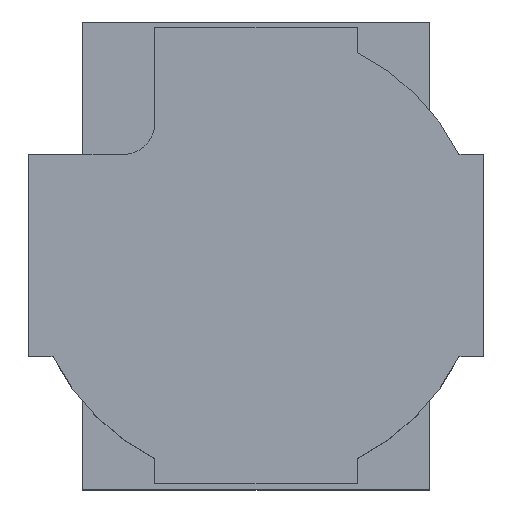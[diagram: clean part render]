
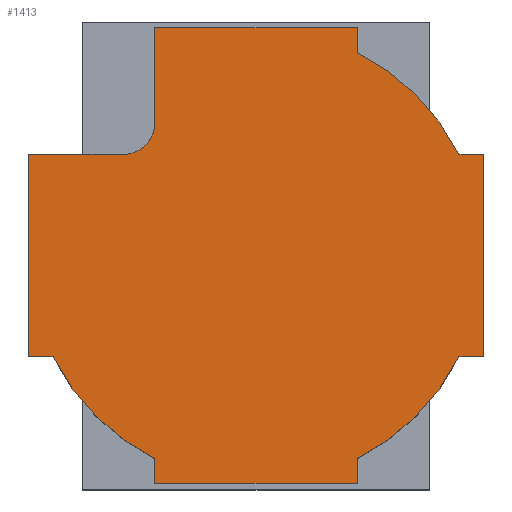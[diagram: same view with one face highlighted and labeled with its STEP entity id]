
A CAD part, top view. The second image highlights one B-rep face of the part: STEP entity #1413.
In plain terms, the highlighted planar face has unit normal (0, 0, 1).
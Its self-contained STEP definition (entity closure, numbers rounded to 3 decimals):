
#61=CIRCLE('',#1525,1.);
#63=CIRCLE('',#1532,7.175);
#65=CIRCLE('',#1538,7.175);
#67=CIRCLE('',#1546,7.175);
#129=FACE_OUTER_BOUND('',#207,.T.);
#207=EDGE_LOOP('',(#1196,#1197,#1198,#1199,#1200,#1201,#1202,#1203,#1204,
#1205,#1206,#1207,#1208,#1209,#1210,#1211));
#326=LINE('',#2190,#502);
#329=LINE('',#2197,#505);
#333=LINE('',#2205,#509);
#336=LINE('',#2211,#512);
#340=LINE('',#2223,#516);
#343=LINE('',#2229,#519);
#346=LINE('',#2235,#522);
#350=LINE('',#2247,#526);
#353=LINE('',#2252,#529);
#357=LINE('',#2259,#533);
#358=LINE('',#2262,#534);
#361=LINE('',#2268,#537);
#502=VECTOR('',#1793,10.);
#505=VECTOR('',#1798,10.);
#509=VECTOR('',#1804,10.);
#512=VECTOR('',#1809,10.);
#516=VECTOR('',#1821,10.);
#519=VECTOR('',#1826,10.);
#522=VECTOR('',#1831,10.);
#526=VECTOR('',#1843,10.);
#529=VECTOR('',#1848,10.);
#533=VECTOR('',#1854,10.);
#534=VECTOR('',#1857,10.);
#537=VECTOR('',#1862,10.);
#646=VERTEX_POINT('',#2180);
#647=VERTEX_POINT('',#2181);
#650=VERTEX_POINT('',#2189);
#652=VERTEX_POINT('',#2195);
#653=VERTEX_POINT('',#2196);
#656=VERTEX_POINT('',#2204);
#658=VERTEX_POINT('',#2210);
#660=VERTEX_POINT('',#2216);
#662=VERTEX_POINT('',#2222);
#664=VERTEX_POINT('',#2228);
#666=VERTEX_POINT('',#2234);
#668=VERTEX_POINT('',#2240);
#670=VERTEX_POINT('',#2246);
#673=VERTEX_POINT('',#2257);
#674=VERTEX_POINT('',#2261);
#676=VERTEX_POINT('',#2267);
#812=EDGE_CURVE('',#646,#647,#61,.T.);
#816=EDGE_CURVE('',#650,#647,#326,.T.);
#819=EDGE_CURVE('',#652,#653,#329,.T.);
#823=EDGE_CURVE('',#653,#656,#333,.T.);
#826=EDGE_CURVE('',#656,#658,#336,.T.);
#829=EDGE_CURVE('',#660,#658,#63,.T.);
#832=EDGE_CURVE('',#662,#660,#340,.T.);
#835=EDGE_CURVE('',#664,#662,#343,.T.);
#838=EDGE_CURVE('',#666,#664,#346,.T.);
#841=EDGE_CURVE('',#668,#666,#65,.T.);
#844=EDGE_CURVE('',#668,#670,#350,.T.);
#847=EDGE_CURVE('',#650,#670,#353,.T.);
#851=EDGE_CURVE('',#673,#646,#357,.T.);
#852=EDGE_CURVE('',#674,#673,#358,.T.);
#855=EDGE_CURVE('',#676,#674,#361,.T.);
#858=EDGE_CURVE('',#652,#676,#67,.T.);
#1196=ORIENTED_EDGE('',*,*,#858,.F.);
#1197=ORIENTED_EDGE('',*,*,#819,.T.);
#1198=ORIENTED_EDGE('',*,*,#823,.T.);
#1199=ORIENTED_EDGE('',*,*,#826,.T.);
#1200=ORIENTED_EDGE('',*,*,#829,.F.);
#1201=ORIENTED_EDGE('',*,*,#832,.F.);
#1202=ORIENTED_EDGE('',*,*,#835,.F.);
#1203=ORIENTED_EDGE('',*,*,#838,.F.);
#1204=ORIENTED_EDGE('',*,*,#841,.F.);
#1205=ORIENTED_EDGE('',*,*,#844,.T.);
#1206=ORIENTED_EDGE('',*,*,#847,.F.);
#1207=ORIENTED_EDGE('',*,*,#816,.T.);
#1208=ORIENTED_EDGE('',*,*,#812,.F.);
#1209=ORIENTED_EDGE('',*,*,#851,.F.);
#1210=ORIENTED_EDGE('',*,*,#852,.F.);
#1211=ORIENTED_EDGE('',*,*,#855,.F.);
#1336=PLANE('',#1549);
#1413=ADVANCED_FACE('',(#129),#1336,.F.);
#1525=AXIS2_PLACEMENT_3D('',#2182,#1785,#1786);
#1532=AXIS2_PLACEMENT_3D('',#2217,#1814,#1815);
#1538=AXIS2_PLACEMENT_3D('',#2241,#1836,#1837);
#1546=AXIS2_PLACEMENT_3D('',#2273,#1867,#1868);
#1549=AXIS2_PLACEMENT_3D('',#2276,#1873,#1874);
#1785=DIRECTION('center_axis',(0.,0.,1.));
#1786=DIRECTION('ref_axis',(0.707,-0.707,0.));
#1793=DIRECTION('',(0.,-1.,0.));
#1798=DIRECTION('',(0.,-1.,0.));
#1804=DIRECTION('',(1.,0.,0.));
#1809=DIRECTION('',(0.,1.,0.));
#1814=DIRECTION('center_axis',(0.,0.,-1.));
#1815=DIRECTION('ref_axis',(0.895,-0.446,0.));
#1821=DIRECTION('',(-1.,0.,0.));
#1826=DIRECTION('',(0.,-1.,0.));
#1831=DIRECTION('',(1.,0.,0.));
#1836=DIRECTION('center_axis',(0.,0.,-1.));
#1837=DIRECTION('ref_axis',(0.446,0.895,0.));
#1843=DIRECTION('',(0.,1.,0.));
#1848=DIRECTION('',(1.,0.,0.));
#1854=DIRECTION('',(1.,0.,0.));
#1857=DIRECTION('',(0.,1.,0.));
#1862=DIRECTION('',(-1.,0.,0.));
#1867=DIRECTION('center_axis',(0.,0.,-1.));
#1868=DIRECTION('ref_axis',(-0.446,-0.895,0.));
#1873=DIRECTION('center_axis',(0.,0.,-1.));
#1874=DIRECTION('ref_axis',(1.,0.,0.));
#2180=CARTESIAN_POINT('',(-4.2,3.2,10.7));
#2181=CARTESIAN_POINT('',(-3.2,4.2,10.7));
#2182=CARTESIAN_POINT('Origin',(-4.2,4.2,10.7));
#2189=CARTESIAN_POINT('',(-3.2,7.2,10.7));
#2190=CARTESIAN_POINT('',(-3.2,7.2,10.7));
#2195=CARTESIAN_POINT('',(-3.2,-6.422,10.7));
#2196=CARTESIAN_POINT('',(-3.2,-7.2,10.7));
#2197=CARTESIAN_POINT('',(-3.2,-6.422,10.7));
#2204=CARTESIAN_POINT('',(3.2,-7.2,10.7));
#2205=CARTESIAN_POINT('',(-3.2,-7.2,10.7));
#2210=CARTESIAN_POINT('',(3.2,-6.422,10.7));
#2211=CARTESIAN_POINT('',(3.2,-7.2,10.7));
#2216=CARTESIAN_POINT('',(6.422,-3.2,10.7));
#2217=CARTESIAN_POINT('Origin',(0.,0.,10.7));
#2222=CARTESIAN_POINT('',(7.2,-3.2,10.7));
#2223=CARTESIAN_POINT('',(7.2,-3.2,10.7));
#2228=CARTESIAN_POINT('',(7.2,3.2,10.7));
#2229=CARTESIAN_POINT('',(7.2,3.2,10.7));
#2234=CARTESIAN_POINT('',(6.422,3.2,10.7));
#2235=CARTESIAN_POINT('',(6.422,3.2,10.7));
#2240=CARTESIAN_POINT('',(3.2,6.422,10.7));
#2241=CARTESIAN_POINT('Origin',(0.,0.,10.7));
#2246=CARTESIAN_POINT('',(3.2,7.2,10.7));
#2247=CARTESIAN_POINT('',(3.2,6.422,10.7));
#2252=CARTESIAN_POINT('',(-3.2,7.2,10.7));
#2257=CARTESIAN_POINT('',(-7.2,3.2,10.7));
#2259=CARTESIAN_POINT('',(-7.2,3.2,10.7));
#2261=CARTESIAN_POINT('',(-7.2,-3.2,10.7));
#2262=CARTESIAN_POINT('',(-7.2,-3.2,10.7));
#2267=CARTESIAN_POINT('',(-6.422,-3.2,10.7));
#2268=CARTESIAN_POINT('',(-6.422,-3.2,10.7));
#2273=CARTESIAN_POINT('Origin',(0.,0.,10.7));
#2276=CARTESIAN_POINT('Origin',(0.,0.,10.7));
